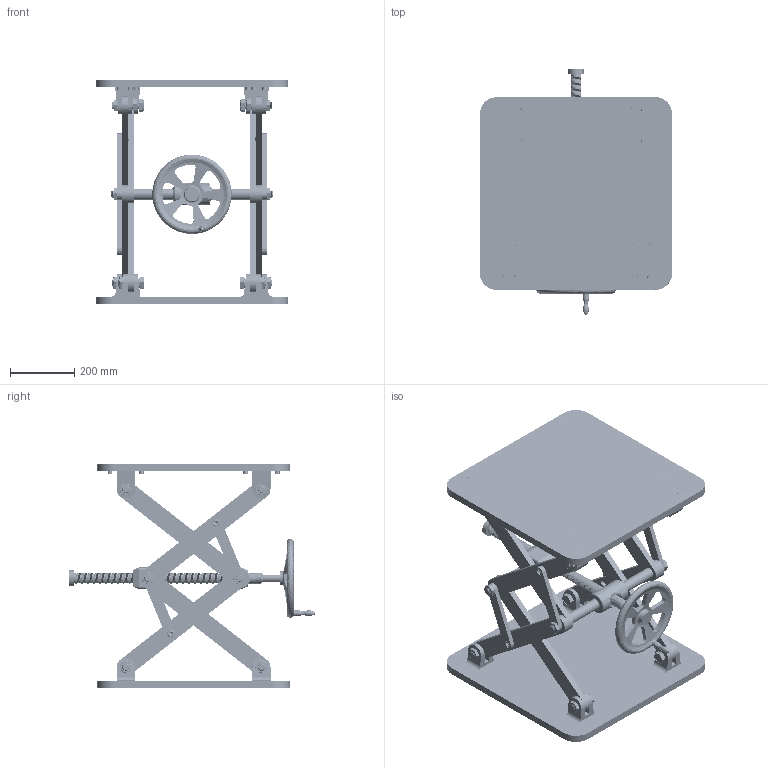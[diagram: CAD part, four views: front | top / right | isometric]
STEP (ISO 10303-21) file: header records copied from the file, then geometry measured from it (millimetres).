
FILE_DESCRIPTION(('FreeCAD Model'),'2;1');
FILE_NAME('Open CASCADE Shape Model','2025-05-07T16:22:47',('FreeCAD'),( 'FreeCAD'),'Open CASCADE STEP processor 7.6','FreeCAD','Unknown');
FILE_SCHEMA(('AUTOMOTIVE_DESIGN { 1 0 10303 214 1 1 1 1 }'));
Products named in the file (1): Open CASCADE STEP translator 7.6 1
Bounding box: 599.7 x 769.3 x 699.02 mm (x, y, z)
Volume: 25259963.5 mm3; surface area: 3112285 mm2
Topology: 76 solids, 76 shells, 6147 faces, 16003 edges, 9981 vertices
Faces by surface type: bspline 6147
Entity records: 302336 total; most frequent: CARTESIAN_POINT 216905, ORIENTED_EDGE 31910, EDGE_CURVE 15955, VERTEX_POINT 9981, B_SPLINE_CURVE_WITH_KNOTS 7462, FACE_BOUND 6478, EDGE_LOOP 6478, ADVANCED_FACE 6147
